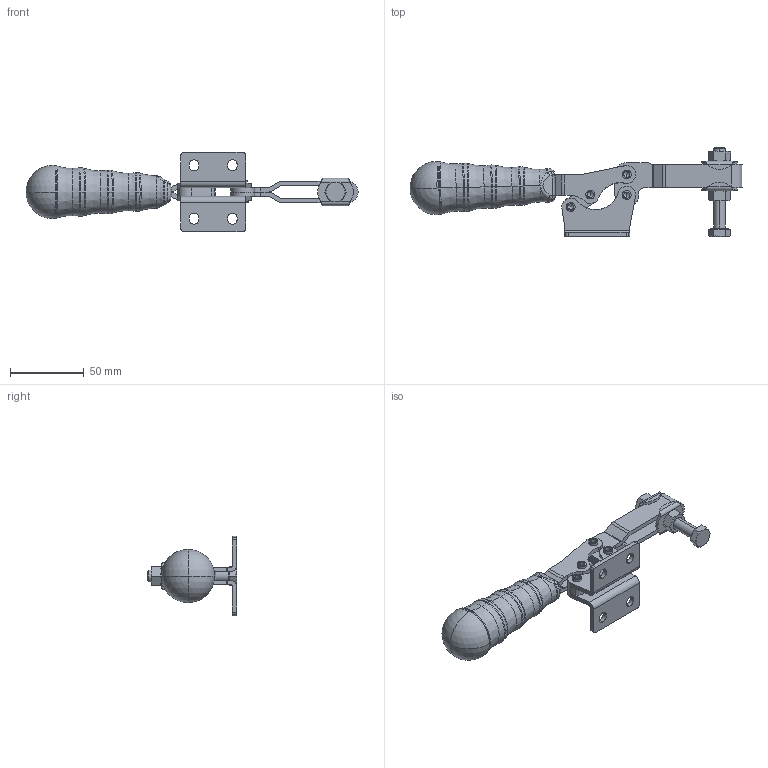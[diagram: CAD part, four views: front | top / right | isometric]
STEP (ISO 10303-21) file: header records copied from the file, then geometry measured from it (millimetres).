
FILE_DESCRIPTION((''),'2;1');
FILE_NAME('123.0.stp','2005-09-27T15:32:47',('Kysilko'),(''),'Autodesk Inventor 8','Autodesk Inventor 8','');
FILE_SCHEMA(('AUTOMOTIVE_DESIGN { 1 0 10303 214 1 1 1 1 }'));
Length unit declared in the file: millimetre
Products named in the file (1): Part16
Bounding box: 224.72 x 60.3 x 54 mm (x, y, z)
Volume: 94539.9 mm3; surface area: 38067.7 mm2
Topology: 1 solids, 3 shells, 1114 faces, 3636 edges, 2181 vertices
Faces by surface type: plane 390, cone 364, cylinder 191, bspline 147, sphere 14, torus 8
Entity records: 44866 total; most frequent: CARTESIAN_POINT 13985, ORIENTED_EDGE 7244, DIRECTION 6322, EDGE_CURVE 3622, AXIS2_PLACEMENT_3D 2418, VERTEX_POINT 2181, VECTOR 1486, LINE 1486
